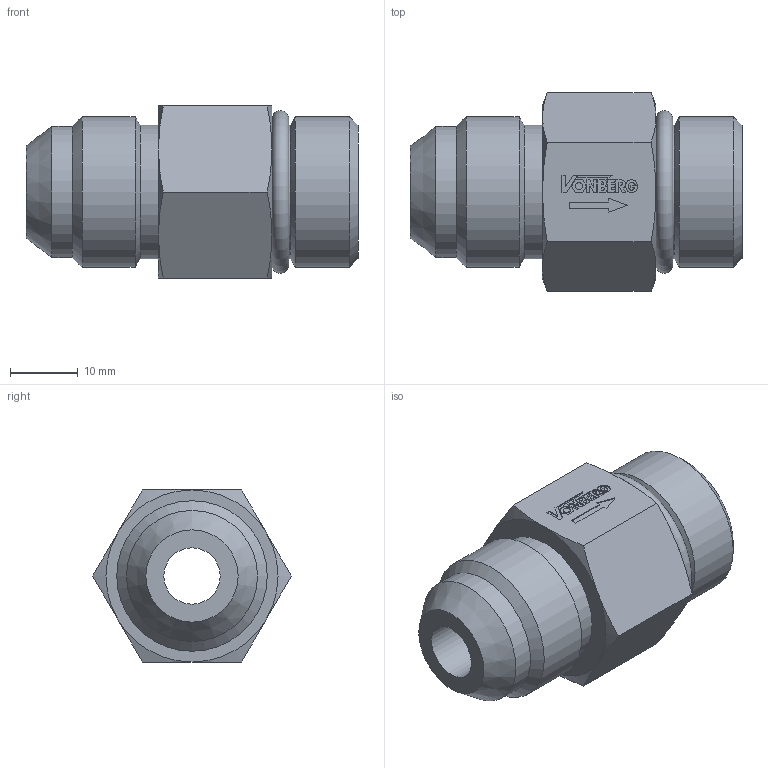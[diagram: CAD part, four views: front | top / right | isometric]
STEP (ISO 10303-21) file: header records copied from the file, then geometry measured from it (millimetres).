
FILE_DESCRIPTION((''),'2;1');
FILE_NAME('1110F.stp','2014-12-29T13:49:14',('jml'),(''),'Autodesk Inventor 2010','Autodesk Inventor 2010','');
FILE_SCHEMA(('AUTOMOTIVE_DESIGN { 1 0 10303 214 1 1 1 1 }'));
Length unit declared in the file: inch
Products named in the file (3): 1110F; 221395; 910 O-RING
Assembly tree (2 placements, depth 2):
  1110F
    221395
    910 O-RING
Bounding box: 49.02 x 29.33 x 25.4 mm (x, y, z)
Volume: 17924.8 mm3; surface area: 6425.3 mm2
Topology: 2 solids, 2 shells, 132 faces, 325 edges, 210 vertices
Faces by surface type: plane 93, cylinder 21, cone 17, torus 1
Full cylindrical faces by diameter (mm): 1.044 x1, 8.331 x1, 19.355 x1, 19.685 x2, 22.225 x2
Entity records: 3872 total; most frequent: CARTESIAN_POINT 706, ORIENTED_EDGE 624, DIRECTION 620, EDGE_CURVE 312, VECTOR 230, LINE 230, VERTEX_POINT 209, AXIS2_PLACEMENT_3D 195
